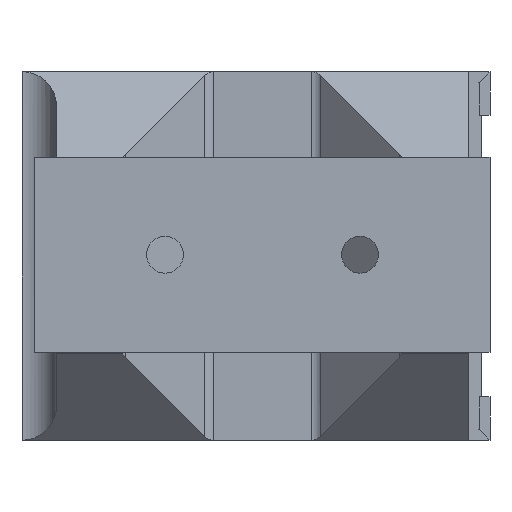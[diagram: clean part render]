
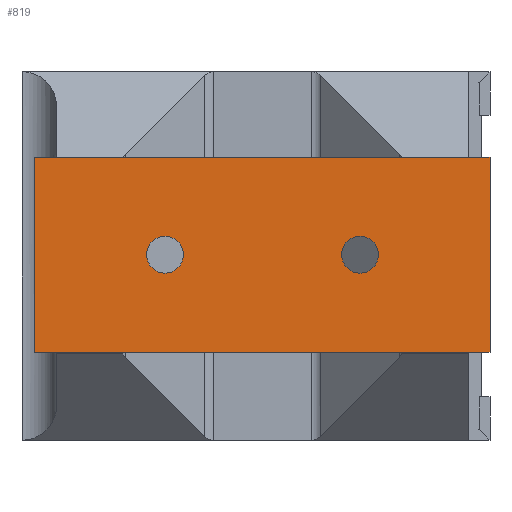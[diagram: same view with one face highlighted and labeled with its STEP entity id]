
A CAD part, top view. The second image highlights one B-rep face of the part: STEP entity #819.
In plain terms, the highlighted planar face has unit normal (0, 0, 1).
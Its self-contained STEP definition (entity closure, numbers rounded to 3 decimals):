
#27=FACE_BOUND('',#135,.T.);
#28=FACE_BOUND('',#136,.T.);
#46=PLANE('',#902);
#89=FACE_OUTER_BOUND('',#134,.T.);
#134=EDGE_LOOP('',(#674,#675,#676,#677));
#135=EDGE_LOOP('',(#678));
#136=EDGE_LOOP('',(#679));
#223=LINE('',#1349,#315);
#225=LINE('',#1353,#317);
#226=LINE('',#1355,#318);
#227=LINE('',#1356,#319);
#315=VECTOR('',#1099,1000.);
#317=VECTOR('',#1103,1000.);
#318=VECTOR('',#1104,1000.);
#319=VECTOR('',#1105,1000.);
#349=CIRCLE('',#893,4.25);
#350=CIRCLE('',#895,4.25);
#407=VERTEX_POINT('',#1301);
#408=VERTEX_POINT('',#1305);
#422=VERTEX_POINT('',#1346);
#423=VERTEX_POINT('',#1348);
#424=VERTEX_POINT('',#1352);
#425=VERTEX_POINT('',#1354);
#501=EDGE_CURVE('',#407,#407,#349,.T.);
#503=EDGE_CURVE('',#408,#408,#350,.T.);
#524=EDGE_CURVE('',#423,#422,#223,.T.);
#526=EDGE_CURVE('',#424,#422,#225,.T.);
#527=EDGE_CURVE('',#425,#424,#226,.T.);
#528=EDGE_CURVE('',#425,#423,#227,.T.);
#674=ORIENTED_EDGE('',*,*,#524,.T.);
#675=ORIENTED_EDGE('',*,*,#526,.F.);
#676=ORIENTED_EDGE('',*,*,#527,.F.);
#677=ORIENTED_EDGE('',*,*,#528,.T.);
#678=ORIENTED_EDGE('',*,*,#501,.F.);
#679=ORIENTED_EDGE('',*,*,#503,.F.);
#819=ADVANCED_FACE('',(#89,#27,#28),#46,.F.);
#893=AXIS2_PLACEMENT_3D('',#1303,#1060,#1061);
#895=AXIS2_PLACEMENT_3D('',#1307,#1065,#1066);
#902=AXIS2_PLACEMENT_3D('',#1351,#1101,#1102);
#1060=DIRECTION('center_axis',(0.,0.,1.));
#1061=DIRECTION('ref_axis',(1.,0.,0.));
#1065=DIRECTION('center_axis',(0.,0.,1.));
#1066=DIRECTION('ref_axis',(1.,0.,0.));
#1099=DIRECTION('',(0.,-1.,0.));
#1101=DIRECTION('center_axis',(0.,0.,-1.));
#1102=DIRECTION('ref_axis',(-1.,0.,0.));
#1103=DIRECTION('',(-1.,0.,0.));
#1104=DIRECTION('',(0.,-1.,0.));
#1105=DIRECTION('',(-1.,0.,0.));
#1301=CARTESIAN_POINT('',(25.75,0.,0.));
#1303=CARTESIAN_POINT('Origin',(30.,0.,0.));
#1305=CARTESIAN_POINT('',(70.75,0.,0.));
#1307=CARTESIAN_POINT('Origin',(75.,0.,0.));
#1346=CARTESIAN_POINT('',(0.,-22.5,0.));
#1348=CARTESIAN_POINT('',(0.,22.5,0.));
#1349=CARTESIAN_POINT('',(0.,42.5,0.));
#1351=CARTESIAN_POINT('Origin',(0.,42.5,0.));
#1352=CARTESIAN_POINT('',(105.,-22.5,0.));
#1353=CARTESIAN_POINT('',(105.,-22.5,0.));
#1354=CARTESIAN_POINT('',(105.,22.5,0.));
#1355=CARTESIAN_POINT('',(105.,42.5,0.));
#1356=CARTESIAN_POINT('',(105.,22.5,0.));
